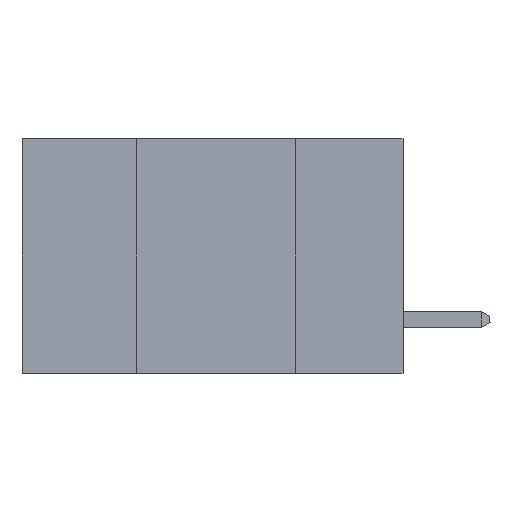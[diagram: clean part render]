
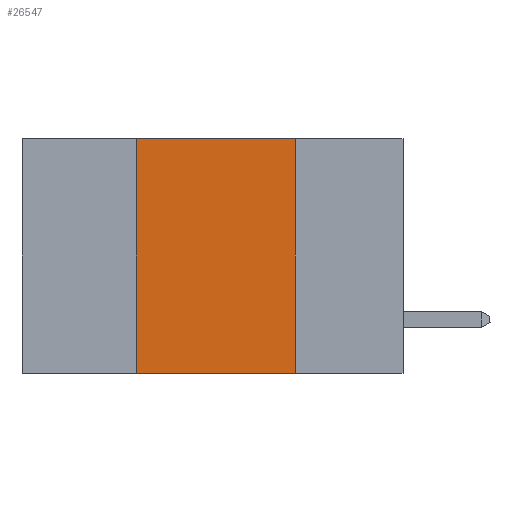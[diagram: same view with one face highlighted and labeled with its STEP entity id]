
A CAD part, left-side view. The second image highlights one B-rep face of the part: STEP entity #26547.
In plain terms, the highlighted planar face has unit normal (-1, 0, 0).
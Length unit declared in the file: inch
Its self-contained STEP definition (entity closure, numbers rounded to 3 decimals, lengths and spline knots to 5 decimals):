
#107 = VECTOR ( 'NONE', #38007, 39.37008 ) ;
#1375 = DIRECTION ( 'NONE',  ( 0., -1., 0. ) ) ;
#3424 = CARTESIAN_POINT ( 'NONE',  ( 0., 0.42, 0. ) ) ;
#4632 = LINE ( 'NONE', #8078, #37816 ) ;
#5495 = CARTESIAN_POINT ( 'NONE',  ( 0., 0.6, 0. ) ) ;
#6921 = VECTOR ( 'NONE', #17923, 39.37008 ) ;
#8078 = CARTESIAN_POINT ( 'NONE',  ( 0., 0.6, 0. ) ) ;
#8726 = EDGE_CURVE ( 'NONE', #18142, #14357, #21143, .T. ) ;
#10246 = EDGE_CURVE ( 'NONE', #18142, #14500, #16945, .T. ) ;
#10721 = VECTOR ( 'NONE', #15214, 39.37008 ) ;
#12259 = VERTEX_POINT ( 'NONE', #29981 ) ;
#12928 = LINE ( 'NONE', #21090, #6921 ) ;
#14357 = VERTEX_POINT ( 'NONE', #14707 ) ;
#14500 = VERTEX_POINT ( 'NONE', #22774 ) ;
#14707 = CARTESIAN_POINT ( 'NONE',  ( 0., 0.17, -0.37 ) ) ;
#15206 = DIRECTION ( 'NONE',  ( 0., 0., -1. ) ) ;
#15214 = DIRECTION ( 'NONE',  ( 0., -1., 0. ) ) ;
#15346 = EDGE_CURVE ( 'NONE', #14500, #12259, #4632, .T. ) ;
#15660 = ORIENTED_EDGE ( 'NONE', *, *, #8726, .T. ) ;
#16945 = LINE ( 'NONE', #3424, #107 ) ;
#17923 = DIRECTION ( 'NONE',  ( 0., 0., -1. ) ) ;
#18142 = VERTEX_POINT ( 'NONE', #18870 ) ;
#18870 = CARTESIAN_POINT ( 'NONE',  ( 0., 0.42, -0.37 ) ) ;
#21090 = CARTESIAN_POINT ( 'NONE',  ( 0., 0.17, 0. ) ) ;
#21143 = LINE ( 'NONE', #27330, #10721 ) ;
#22774 = CARTESIAN_POINT ( 'NONE',  ( 0., 0.42, 0. ) ) ;
#26547 = ADVANCED_FACE ( 'NONE', ( #40162 ), #40058, .F. ) ;
#27166 = ORIENTED_EDGE ( 'NONE', *, *, #15346, .F. ) ;
#27330 = CARTESIAN_POINT ( 'NONE',  ( 0., 0.6, -0.37 ) ) ;
#27606 = DIRECTION ( 'NONE',  ( 1., 0., 0. ) ) ;
#29981 = CARTESIAN_POINT ( 'NONE',  ( 0., 0.17, 0. ) ) ;
#31471 = EDGE_CURVE ( 'NONE', #12259, #14357, #12928, .T. ) ;
#33483 = EDGE_LOOP ( 'NONE', ( #35298, #27166, #36048, #15660 ) ) ;
#35288 = AXIS2_PLACEMENT_3D ( 'NONE', #5495, #27606, #15206 ) ;
#35298 = ORIENTED_EDGE ( 'NONE', *, *, #31471, .F. ) ;
#36048 = ORIENTED_EDGE ( 'NONE', *, *, #10246, .F. ) ;
#37816 = VECTOR ( 'NONE', #1375, 39.37008 ) ;
#38007 = DIRECTION ( 'NONE',  ( 0., 0., 1. ) ) ;
#40058 = PLANE ( 'NONE',  #35288 ) ;
#40162 = FACE_OUTER_BOUND ( 'NONE', #33483, .T. ) ;
